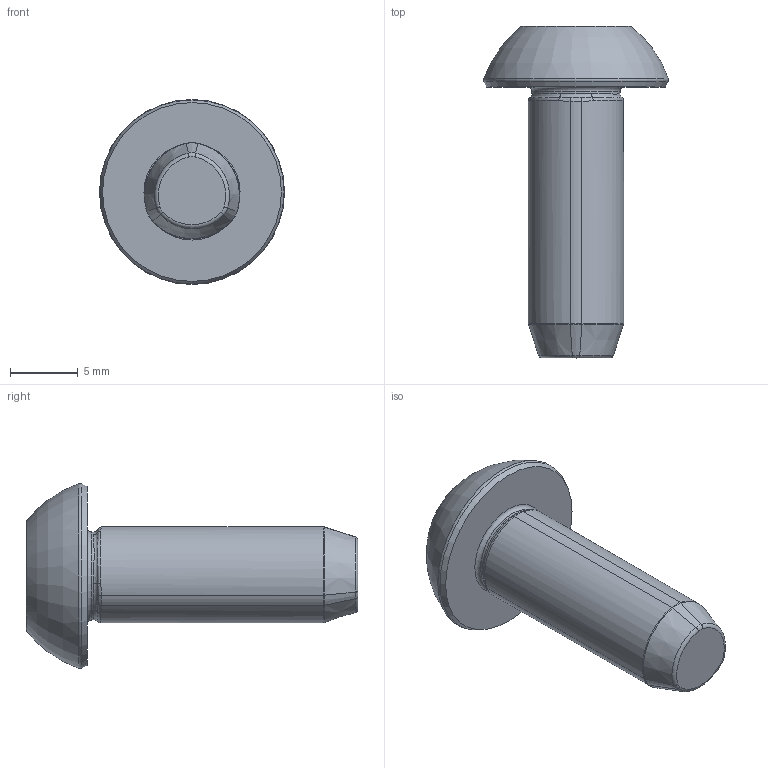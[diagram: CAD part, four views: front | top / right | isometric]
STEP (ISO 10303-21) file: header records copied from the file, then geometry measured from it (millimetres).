
FILE_DESCRIPTION (( 'STEP AP214' ), '1' );
FILE_NAME ('093S0720M.STEP', '2015-04-23T08:45:47', ( 'Admin' ), ( 'Hewlett-Packard Company' ), 'SwSTEP 2.0', 'SolidWorks 2014', '' );
FILE_SCHEMA (( 'AUTOMOTIVE_DESIGN' ));
Length unit declared in the file: millimetre
Products named in the file (1): 093S0720M
Bounding box: 13.65 x 24.5 x 13.65 mm (x, y, z)
Volume: 1177.3 mm3; surface area: 867.8 mm2
Topology: 1 solids, 1 shells, 64 faces, 142 edges, 81 vertices
Faces by surface type: torus 19, plane 15, bspline 15, cone 8, cylinder 7
Full cylindrical faces by diameter (mm): 6.5 x1
Entity records: 2173 total; most frequent: CARTESIAN_POINT 835, DIRECTION 276, ORIENTED_EDGE 266, EDGE_CURVE 133, AXIS2_PLACEMENT_3D 120, VERTEX_POINT 79, EDGE_LOOP 72, CIRCLE 70
